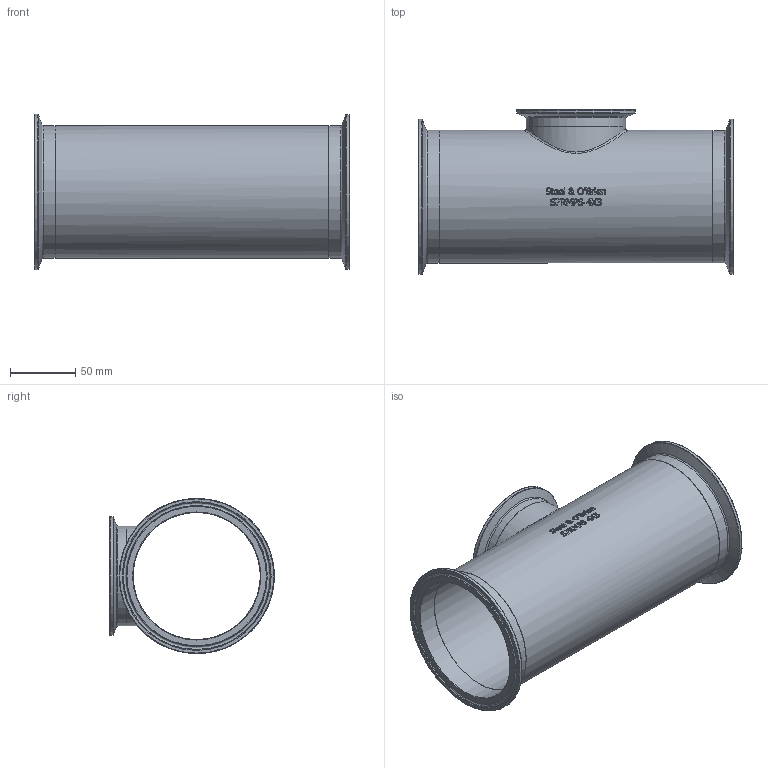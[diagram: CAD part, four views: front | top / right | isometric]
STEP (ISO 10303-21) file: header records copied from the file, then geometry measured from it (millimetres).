
FILE_DESCRIPTION(/* description */ (''),/* implementation_level */ '2;1');
FILE_NAME(/* name */ 'S7RMPS-4X3.stp',/* time_stamp */ '2018-11-30T08:43:00-05:00',/* author */ ('ken'),/* organization */ (''),/* preprocessor_version */ 'ST-DEVELOPER v15.2',/* originating_system */ 'Autodesk Inventor 2014',/* authorisation */ '');
FILE_SCHEMA (('AUTOMOTIVE_DESIGN { 1 0 10303 214 3 1 1 }'));
Length unit declared in the file: inch
Products named in the file (1): S7RMPS-4X3
Bounding box: 241.3 x 126.14 x 118.92 mm (x, y, z)
Volume: 189457.5 mm3; surface area: 170133.1 mm2
Topology: 1 solids, 1 shells, 447 faces, 1168 edges, 767 vertices
Faces by surface type: bspline 186, plane 177, cylinder 48, torus 27, cone 9
Full cylindrical faces by diameter (mm): 72.898 x2, 76.2 x2, 90.907 x1, 97.384 x3, 101.6 x3, 118.923 x2
Entity records: 17061 total; most frequent: CARTESIAN_POINT 7221, ORIENTED_EDGE 2228, DIRECTION 1500, EDGE_CURVE 1114, VERTEX_POINT 763, EDGE_LOOP 545, LINE 506, VECTOR 506
